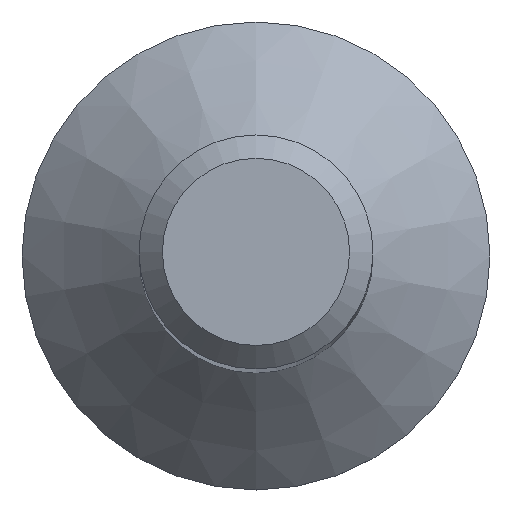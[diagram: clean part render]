
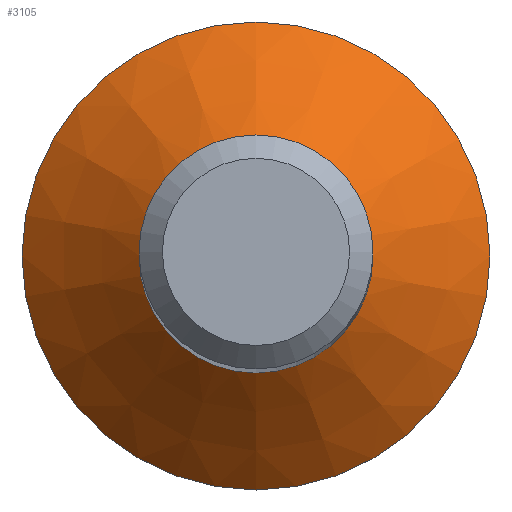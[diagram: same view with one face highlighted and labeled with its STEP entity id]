
A CAD part, top view. The second image highlights one B-rep face of the part: STEP entity #3105.
In plain terms, the highlighted conical face has half-angle 45 degrees and reference radius 8 mm.
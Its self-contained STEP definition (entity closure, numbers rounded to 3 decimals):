
#73 = AXIS2_PLACEMENT_3D ( 'NONE', #15265, #9427, #10654 ) ;
#326 = DIRECTION ( 'NONE',  ( 0., 1., 0. ) ) ;
#472 = CARTESIAN_POINT ( 'NONE',  ( 0., 0., 4.4 ) ) ;
#655 = DIRECTION ( 'NONE',  ( 0., 0., -1. ) ) ;
#1051 = AXIS2_PLACEMENT_3D ( 'NONE', #8976, #655, #12606 ) ;
#1348 = EDGE_LOOP ( 'NONE', ( #15068 ) ) ;
#2298 = EDGE_CURVE ( 'NONE', #9285, #9285, #14161, .T. ) ;
#2941 = FACE_BOUND ( 'NONE', #1348, .T. ) ;
#3105 = ADVANCED_FACE ( 'NONE', ( #6829, #2941 ), #10383, .T. ) ;
#4012 = EDGE_LOOP ( 'NONE', ( #9424 ) ) ;
#6829 = FACE_OUTER_BOUND ( 'NONE', #4012, .T. ) ;
#8781 = DIRECTION ( 'NONE',  ( 0., 0., -1. ) ) ;
#8976 = CARTESIAN_POINT ( 'NONE',  ( 0., 0., 0.4 ) ) ;
#9285 = VERTEX_POINT ( 'NONE', #12318 ) ;
#9424 = ORIENTED_EDGE ( 'NONE', *, *, #2298, .F. ) ;
#9427 = DIRECTION ( 'NONE',  ( 0., 0., -1. ) ) ;
#10383 = CONICAL_SURFACE ( 'NONE', #73, 8., 0.785 ) ;
#10654 = DIRECTION ( 'NONE',  ( 0., 1., 0. ) ) ;
#12134 = AXIS2_PLACEMENT_3D ( 'NONE', #472, #8781, #326 ) ;
#12318 = CARTESIAN_POINT ( 'NONE',  ( 0., 8., 0.4 ) ) ;
#12606 = DIRECTION ( 'NONE',  ( 0., 1., 0. ) ) ;
#12871 = CIRCLE ( 'NONE', #12134, 4. ) ;
#13593 = CARTESIAN_POINT ( 'NONE',  ( 0., 4., 4.4 ) ) ;
#14161 = CIRCLE ( 'NONE', #1051, 8. ) ;
#15068 = ORIENTED_EDGE ( 'NONE', *, *, #15350, .T. ) ;
#15265 = CARTESIAN_POINT ( 'NONE',  ( 0., 0., 0.4 ) ) ;
#15300 = VERTEX_POINT ( 'NONE', #13593 ) ;
#15350 = EDGE_CURVE ( 'NONE', #15300, #15300, #12871, .T. ) ;
